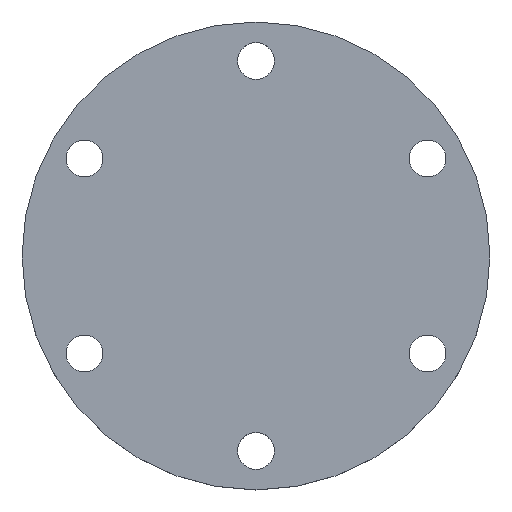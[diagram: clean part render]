
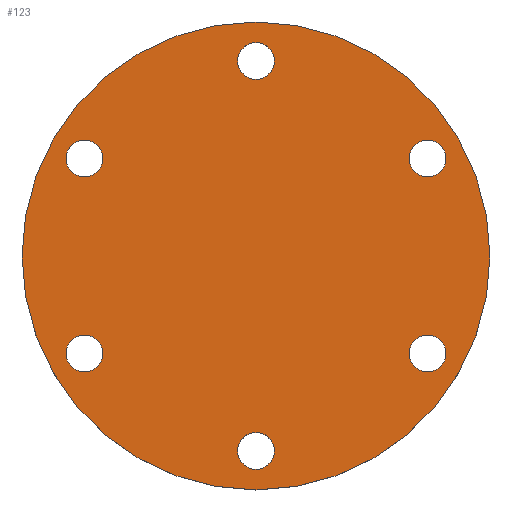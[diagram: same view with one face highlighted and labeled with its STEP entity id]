
A CAD part, top view. The second image highlights one B-rep face of the part: STEP entity #123.
In plain terms, the highlighted planar face has unit normal (0, 0, 1).
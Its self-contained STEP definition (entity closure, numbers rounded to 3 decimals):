
#39 = EDGE_CURVE('',#40,#40,#42,.T.);
#40 = VERTEX_POINT('',#41);
#41 = CARTESIAN_POINT('',(156.121,-105.004,1.6));
#42 = SURFACE_CURVE('',#43,(#48,#60),.PCURVE_S1.);
#43 = CIRCLE('',#44,7.62);
#44 = AXIS2_PLACEMENT_3D('',#45,#46,#47);
#45 = CARTESIAN_POINT('',(148.501,-105.004,1.6));
#46 = DIRECTION('',(0.,0.,1.));
#47 = DIRECTION('',(1.,0.,-0.));
#48 = PCURVE('',#49,#54);
#49 = CYLINDRICAL_SURFACE('',#50,7.62);
#50 = AXIS2_PLACEMENT_3D('',#51,#52,#53);
#51 = CARTESIAN_POINT('',(148.501,-105.004,0.));
#52 = DIRECTION('',(0.,0.,1.));
#53 = DIRECTION('',(1.,0.,-0.));
#54 = DEFINITIONAL_REPRESENTATION('',(#55),#59);
#55 = LINE('',#56,#57);
#56 = CARTESIAN_POINT('',(0.,1.6));
#57 = VECTOR('',#58,1.);
#58 = DIRECTION('',(1.,0.));
#59 = ( GEOMETRIC_REPRESENTATION_CONTEXT(2) 
PARAMETRIC_REPRESENTATION_CONTEXT() REPRESENTATION_CONTEXT('2D SPACE',''
  ) );
#60 = PCURVE('',#61,#66);
#61 = PLANE('',#62);
#62 = AXIS2_PLACEMENT_3D('',#63,#64,#65);
#63 = CARTESIAN_POINT('',(148.501,-105.004,1.6));
#64 = DIRECTION('',(0.,0.,1.));
#65 = DIRECTION('',(1.,0.,-0.));
#66 = DEFINITIONAL_REPRESENTATION('',(#67),#71);
#67 = CIRCLE('',#68,7.62);
#68 = AXIS2_PLACEMENT_2D('',#69,#70);
#69 = CARTESIAN_POINT('',(0.,0.));
#70 = DIRECTION('',(1.,0.));
#71 = ( GEOMETRIC_REPRESENTATION_CONTEXT(2) 
PARAMETRIC_REPRESENTATION_CONTEXT() REPRESENTATION_CONTEXT('2D SPACE',''
  ) );
#123 = ADVANCED_FACE('',(#124,#127,#158,#189,#220,#251,#282),#61,.T.);
#124 = FACE_BOUND('',#125,.T.);
#125 = EDGE_LOOP('',(#126));
#126 = ORIENTED_EDGE('',*,*,#39,.T.);
#127 = FACE_BOUND('',#128,.T.);
#128 = EDGE_LOOP('',(#129));
#129 = ORIENTED_EDGE('',*,*,#130,.F.);
#130 = EDGE_CURVE('',#131,#131,#133,.T.);
#131 = VERTEX_POINT('',#132);
#132 = CARTESIAN_POINT('',(143.513,-108.179,1.6));
#133 = SURFACE_CURVE('',#134,(#139,#146),.PCURVE_S1.);
#134 = CIRCLE('',#135,0.6);
#135 = AXIS2_PLACEMENT_3D('',#136,#137,#138);
#136 = CARTESIAN_POINT('',(142.913,-108.179,1.6));
#137 = DIRECTION('',(0.,0.,1.));
#138 = DIRECTION('',(1.,0.,-0.));
#139 = PCURVE('',#61,#140);
#140 = DEFINITIONAL_REPRESENTATION('',(#141),#145);
#141 = CIRCLE('',#142,0.6);
#142 = AXIS2_PLACEMENT_2D('',#143,#144);
#143 = CARTESIAN_POINT('',(-5.588,-3.175));
#144 = DIRECTION('',(1.,0.));
#145 = ( GEOMETRIC_REPRESENTATION_CONTEXT(2) 
PARAMETRIC_REPRESENTATION_CONTEXT() REPRESENTATION_CONTEXT('2D SPACE',''
  ) );
#146 = PCURVE('',#147,#152);
#147 = CYLINDRICAL_SURFACE('',#148,0.6);
#148 = AXIS2_PLACEMENT_3D('',#149,#150,#151);
#149 = CARTESIAN_POINT('',(142.913,-108.179,-0.8));
#150 = DIRECTION('',(0.,0.,1.));
#151 = DIRECTION('',(1.,0.,-0.));
#152 = DEFINITIONAL_REPRESENTATION('',(#153),#157);
#153 = LINE('',#154,#155);
#154 = CARTESIAN_POINT('',(0.,2.4));
#155 = VECTOR('',#156,1.);
#156 = DIRECTION('',(1.,0.));
#157 = ( GEOMETRIC_REPRESENTATION_CONTEXT(2) 
PARAMETRIC_REPRESENTATION_CONTEXT() REPRESENTATION_CONTEXT('2D SPACE',''
  ) );
#158 = FACE_BOUND('',#159,.T.);
#159 = EDGE_LOOP('',(#160));
#160 = ORIENTED_EDGE('',*,*,#161,.F.);
#161 = EDGE_CURVE('',#162,#162,#164,.T.);
#162 = VERTEX_POINT('',#163);
#163 = CARTESIAN_POINT('',(149.101,-111.354,1.6));
#164 = SURFACE_CURVE('',#165,(#170,#177),.PCURVE_S1.);
#165 = CIRCLE('',#166,0.6);
#166 = AXIS2_PLACEMENT_3D('',#167,#168,#169);
#167 = CARTESIAN_POINT('',(148.501,-111.354,1.6));
#168 = DIRECTION('',(0.,0.,1.));
#169 = DIRECTION('',(1.,0.,-0.));
#170 = PCURVE('',#61,#171);
#171 = DEFINITIONAL_REPRESENTATION('',(#172),#176);
#172 = CIRCLE('',#173,0.6);
#173 = AXIS2_PLACEMENT_2D('',#174,#175);
#174 = CARTESIAN_POINT('',(0.,-6.35));
#175 = DIRECTION('',(1.,0.));
#176 = ( GEOMETRIC_REPRESENTATION_CONTEXT(2) 
PARAMETRIC_REPRESENTATION_CONTEXT() REPRESENTATION_CONTEXT('2D SPACE',''
  ) );
#177 = PCURVE('',#178,#183);
#178 = CYLINDRICAL_SURFACE('',#179,0.6);
#179 = AXIS2_PLACEMENT_3D('',#180,#181,#182);
#180 = CARTESIAN_POINT('',(148.501,-111.354,-0.8));
#181 = DIRECTION('',(0.,0.,1.));
#182 = DIRECTION('',(1.,0.,-0.));
#183 = DEFINITIONAL_REPRESENTATION('',(#184),#188);
#184 = LINE('',#185,#186);
#185 = CARTESIAN_POINT('',(0.,2.4));
#186 = VECTOR('',#187,1.);
#187 = DIRECTION('',(1.,0.));
#188 = ( GEOMETRIC_REPRESENTATION_CONTEXT(2) 
PARAMETRIC_REPRESENTATION_CONTEXT() REPRESENTATION_CONTEXT('2D SPACE',''
  ) );
#189 = FACE_BOUND('',#190,.T.);
#190 = EDGE_LOOP('',(#191));
#191 = ORIENTED_EDGE('',*,*,#192,.F.);
#192 = EDGE_CURVE('',#193,#193,#195,.T.);
#193 = VERTEX_POINT('',#194);
#194 = CARTESIAN_POINT('',(154.689,-108.179,1.6));
#195 = SURFACE_CURVE('',#196,(#201,#208),.PCURVE_S1.);
#196 = CIRCLE('',#197,0.6);
#197 = AXIS2_PLACEMENT_3D('',#198,#199,#200);
#198 = CARTESIAN_POINT('',(154.089,-108.179,1.6));
#199 = DIRECTION('',(0.,0.,1.));
#200 = DIRECTION('',(1.,0.,-0.));
#201 = PCURVE('',#61,#202);
#202 = DEFINITIONAL_REPRESENTATION('',(#203),#207);
#203 = CIRCLE('',#204,0.6);
#204 = AXIS2_PLACEMENT_2D('',#205,#206);
#205 = CARTESIAN_POINT('',(5.588,-3.175));
#206 = DIRECTION('',(1.,0.));
#207 = ( GEOMETRIC_REPRESENTATION_CONTEXT(2) 
PARAMETRIC_REPRESENTATION_CONTEXT() REPRESENTATION_CONTEXT('2D SPACE',''
  ) );
#208 = PCURVE('',#209,#214);
#209 = CYLINDRICAL_SURFACE('',#210,0.6);
#210 = AXIS2_PLACEMENT_3D('',#211,#212,#213);
#211 = CARTESIAN_POINT('',(154.089,-108.179,-0.8));
#212 = DIRECTION('',(0.,0.,1.));
#213 = DIRECTION('',(1.,0.,-0.));
#214 = DEFINITIONAL_REPRESENTATION('',(#215),#219);
#215 = LINE('',#216,#217);
#216 = CARTESIAN_POINT('',(0.,2.4));
#217 = VECTOR('',#218,1.);
#218 = DIRECTION('',(1.,0.));
#219 = ( GEOMETRIC_REPRESENTATION_CONTEXT(2) 
PARAMETRIC_REPRESENTATION_CONTEXT() REPRESENTATION_CONTEXT('2D SPACE',''
  ) );
#220 = FACE_BOUND('',#221,.T.);
#221 = EDGE_LOOP('',(#222));
#222 = ORIENTED_EDGE('',*,*,#223,.F.);
#223 = EDGE_CURVE('',#224,#224,#226,.T.);
#224 = VERTEX_POINT('',#225);
#225 = CARTESIAN_POINT('',(143.513,-101.829,1.6));
#226 = SURFACE_CURVE('',#227,(#232,#239),.PCURVE_S1.);
#227 = CIRCLE('',#228,0.6);
#228 = AXIS2_PLACEMENT_3D('',#229,#230,#231);
#229 = CARTESIAN_POINT('',(142.913,-101.829,1.6));
#230 = DIRECTION('',(0.,0.,1.));
#231 = DIRECTION('',(1.,0.,-0.));
#232 = PCURVE('',#61,#233);
#233 = DEFINITIONAL_REPRESENTATION('',(#234),#238);
#234 = CIRCLE('',#235,0.6);
#235 = AXIS2_PLACEMENT_2D('',#236,#237);
#236 = CARTESIAN_POINT('',(-5.588,3.175));
#237 = DIRECTION('',(1.,0.));
#238 = ( GEOMETRIC_REPRESENTATION_CONTEXT(2) 
PARAMETRIC_REPRESENTATION_CONTEXT() REPRESENTATION_CONTEXT('2D SPACE',''
  ) );
#239 = PCURVE('',#240,#245);
#240 = CYLINDRICAL_SURFACE('',#241,0.6);
#241 = AXIS2_PLACEMENT_3D('',#242,#243,#244);
#242 = CARTESIAN_POINT('',(142.913,-101.829,-0.8));
#243 = DIRECTION('',(0.,0.,1.));
#244 = DIRECTION('',(1.,0.,-0.));
#245 = DEFINITIONAL_REPRESENTATION('',(#246),#250);
#246 = LINE('',#247,#248);
#247 = CARTESIAN_POINT('',(0.,2.4));
#248 = VECTOR('',#249,1.);
#249 = DIRECTION('',(1.,0.));
#250 = ( GEOMETRIC_REPRESENTATION_CONTEXT(2) 
PARAMETRIC_REPRESENTATION_CONTEXT() REPRESENTATION_CONTEXT('2D SPACE',''
  ) );
#251 = FACE_BOUND('',#252,.T.);
#252 = EDGE_LOOP('',(#253));
#253 = ORIENTED_EDGE('',*,*,#254,.F.);
#254 = EDGE_CURVE('',#255,#255,#257,.T.);
#255 = VERTEX_POINT('',#256);
#256 = CARTESIAN_POINT('',(154.689,-101.829,1.6));
#257 = SURFACE_CURVE('',#258,(#263,#270),.PCURVE_S1.);
#258 = CIRCLE('',#259,0.6);
#259 = AXIS2_PLACEMENT_3D('',#260,#261,#262);
#260 = CARTESIAN_POINT('',(154.089,-101.829,1.6));
#261 = DIRECTION('',(0.,0.,1.));
#262 = DIRECTION('',(1.,0.,-0.));
#263 = PCURVE('',#61,#264);
#264 = DEFINITIONAL_REPRESENTATION('',(#265),#269);
#265 = CIRCLE('',#266,0.6);
#266 = AXIS2_PLACEMENT_2D('',#267,#268);
#267 = CARTESIAN_POINT('',(5.588,3.175));
#268 = DIRECTION('',(1.,0.));
#269 = ( GEOMETRIC_REPRESENTATION_CONTEXT(2) 
PARAMETRIC_REPRESENTATION_CONTEXT() REPRESENTATION_CONTEXT('2D SPACE',''
  ) );
#270 = PCURVE('',#271,#276);
#271 = CYLINDRICAL_SURFACE('',#272,0.6);
#272 = AXIS2_PLACEMENT_3D('',#273,#274,#275);
#273 = CARTESIAN_POINT('',(154.089,-101.829,-0.8));
#274 = DIRECTION('',(0.,0.,1.));
#275 = DIRECTION('',(1.,0.,-0.));
#276 = DEFINITIONAL_REPRESENTATION('',(#277),#281);
#277 = LINE('',#278,#279);
#278 = CARTESIAN_POINT('',(0.,2.4));
#279 = VECTOR('',#280,1.);
#280 = DIRECTION('',(1.,0.));
#281 = ( GEOMETRIC_REPRESENTATION_CONTEXT(2) 
PARAMETRIC_REPRESENTATION_CONTEXT() REPRESENTATION_CONTEXT('2D SPACE',''
  ) );
#282 = FACE_BOUND('',#283,.T.);
#283 = EDGE_LOOP('',(#284));
#284 = ORIENTED_EDGE('',*,*,#285,.F.);
#285 = EDGE_CURVE('',#286,#286,#288,.T.);
#286 = VERTEX_POINT('',#287);
#287 = CARTESIAN_POINT('',(149.101,-98.654,1.6));
#288 = SURFACE_CURVE('',#289,(#294,#301),.PCURVE_S1.);
#289 = CIRCLE('',#290,0.6);
#290 = AXIS2_PLACEMENT_3D('',#291,#292,#293);
#291 = CARTESIAN_POINT('',(148.501,-98.654,1.6));
#292 = DIRECTION('',(0.,0.,1.));
#293 = DIRECTION('',(1.,0.,-0.));
#294 = PCURVE('',#61,#295);
#295 = DEFINITIONAL_REPRESENTATION('',(#296),#300);
#296 = CIRCLE('',#297,0.6);
#297 = AXIS2_PLACEMENT_2D('',#298,#299);
#298 = CARTESIAN_POINT('',(0.,6.35));
#299 = DIRECTION('',(1.,0.));
#300 = ( GEOMETRIC_REPRESENTATION_CONTEXT(2) 
PARAMETRIC_REPRESENTATION_CONTEXT() REPRESENTATION_CONTEXT('2D SPACE',''
  ) );
#301 = PCURVE('',#302,#307);
#302 = CYLINDRICAL_SURFACE('',#303,0.6);
#303 = AXIS2_PLACEMENT_3D('',#304,#305,#306);
#304 = CARTESIAN_POINT('',(148.501,-98.654,-0.8));
#305 = DIRECTION('',(0.,0.,1.));
#306 = DIRECTION('',(1.,0.,-0.));
#307 = DEFINITIONAL_REPRESENTATION('',(#308),#312);
#308 = LINE('',#309,#310);
#309 = CARTESIAN_POINT('',(0.,2.4));
#310 = VECTOR('',#311,1.);
#311 = DIRECTION('',(1.,0.));
#312 = ( GEOMETRIC_REPRESENTATION_CONTEXT(2) 
PARAMETRIC_REPRESENTATION_CONTEXT() REPRESENTATION_CONTEXT('2D SPACE',''
  ) );
